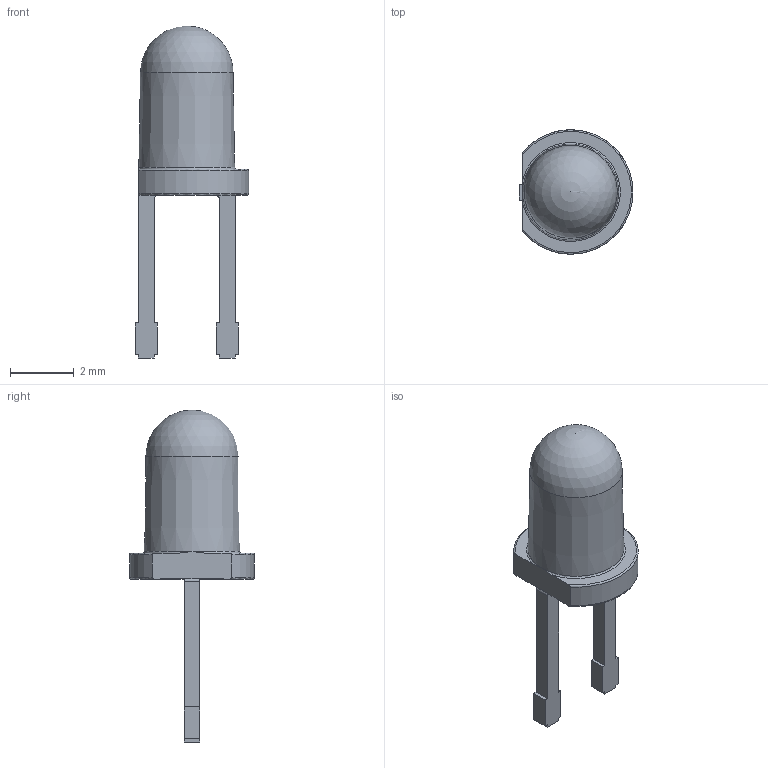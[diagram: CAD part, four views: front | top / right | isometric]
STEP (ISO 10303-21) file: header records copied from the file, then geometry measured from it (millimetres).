
FILE_DESCRIPTION(('CAx-IF Rec.Pracs.---Model Styling and Organization---1.5---2016-08-15','CAx-IF Rec.Pracs.---Geometric and Assembly Validation Properties---4.4---2016-08-17','CAx-IF Rec.Pracs.---User Defined Attributes---1.5---2016-08-15','CAx-IF Rec.Pracs.---External References---2.1---2005-01-19'),'2;1');
FILE_NAME('LED D3 - Yellow-Clear_cutted.step','2020-08-19T22:35:14',('Unspecified'),('Unspecified'),'CAD Exchanger 3.8.0 (cadexchanger.com)','Unspecified','');
FILE_SCHEMA(('AUTOMOTIVE_DESIGN { 1 0 10303 214 1 1 1 1 }'));
Length unit declared in the file: millimetre
Products named in the file (1): Led D3 - Yellow
Bounding box: 3.57 x 3.9 x 10.4 mm (x, y, z)
Volume: 41.3 mm3; surface area: 116 mm2
Topology: 2 solids, 2 shells, 85 faces, 248 edges, 160 vertices
Faces by surface type: plane 51, cylinder 14, torus 10, cone 8, sphere 2
Full cylindrical faces by diameter (mm): 0.01 x6
Entity records: 3860 total; most frequent: CARTESIAN_POINT 1030, ORIENTED_EDGE 490, DIRECTION 421, EDGE_CURVE 245, VERTEX_POINT 160, AXIS2_PLACEMENT_3D 142, LINE 137, VECTOR 137
